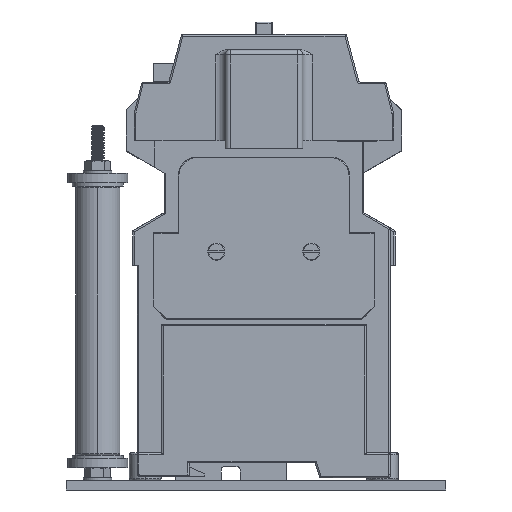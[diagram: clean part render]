
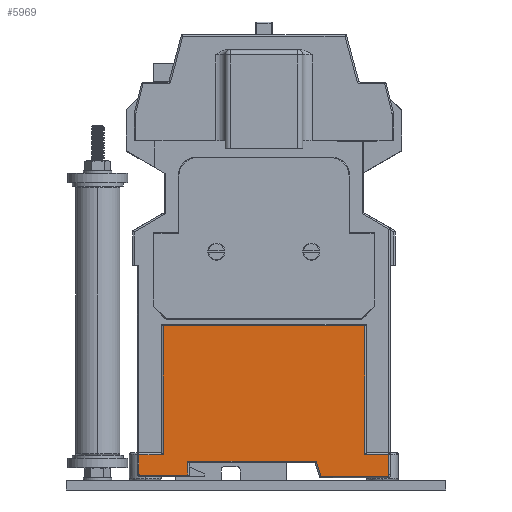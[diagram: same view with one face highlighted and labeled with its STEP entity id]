
A CAD part, left-side view. The second image highlights one B-rep face of the part: STEP entity #5969.
In plain terms, the highlighted planar face has unit normal (-1, 0, 0).
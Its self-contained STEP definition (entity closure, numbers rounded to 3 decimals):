
#5969=ADVANCED_FACE('NONE',(#12380),#12381,.F.);
#12380=FACE_OUTER_BOUND('',#23473,.T.);
#12381=PLANE('',#23474);
#23473=EDGE_LOOP('',(#42803,#42804,#42805,#42806,#42807,#42808,#42809,#42810,#42811,#42812,#42813,#42814,#42815,#42816));
#23474=AXIS2_PLACEMENT_3D('',#42817,#42818,#42819);
#42803=ORIENTED_EDGE('',*,*,#52269,.F.);
#42804=ORIENTED_EDGE('',*,*,#52270,.T.);
#42805=ORIENTED_EDGE('',*,*,#52271,.T.);
#42806=ORIENTED_EDGE('',*,*,#51887,.T.);
#42807=ORIENTED_EDGE('',*,*,#52123,.T.);
#42808=ORIENTED_EDGE('',*,*,#52272,.T.);
#42809=ORIENTED_EDGE('',*,*,#52273,.F.);
#42810=ORIENTED_EDGE('',*,*,#52274,.T.);
#42811=ORIENTED_EDGE('',*,*,#51999,.T.);
#42812=ORIENTED_EDGE('',*,*,#51880,.T.);
#42813=ORIENTED_EDGE('',*,*,#51876,.T.);
#42814=ORIENTED_EDGE('',*,*,#51874,.T.);
#42815=ORIENTED_EDGE('',*,*,#51871,.T.);
#42816=ORIENTED_EDGE('',*,*,#52267,.T.);
#42817=CARTESIAN_POINT('',(1.,81.0,8.6));
#42818=DIRECTION('',(1.0,0.0,0.0));
#42819=DIRECTION('',(0.0,1.0,0.0));
#51871=EDGE_CURVE('NONE',#62450,#62445,#62451,.T.);
#51874=EDGE_CURVE('NONE',#61777,#62450,#62454,.T.);
#51876=EDGE_CURVE('NONE',#62456,#61777,#62457,.T.);
#51880=EDGE_CURVE('NONE',#62462,#62456,#62463,.T.);
#51887=EDGE_CURVE('NONE',#62468,#62473,#62475,.T.);
#51999=EDGE_CURVE('NONE',#62607,#62462,#62627,.T.);
#52123=EDGE_CURVE('NONE',#62473,#62790,#62792,.T.);
#52267=EDGE_CURVE('NONE',#62445,#62979,#62981,.T.);
#52269=EDGE_CURVE('NONE',#62983,#62979,#62984,.T.);
#52270=EDGE_CURVE('NONE',#62983,#62985,#62986,.T.);
#52271=EDGE_CURVE('NONE',#62985,#62468,#62987,.T.);
#52272=EDGE_CURVE('NONE',#62790,#62988,#62989,.T.);
#52273=EDGE_CURVE('NONE',#62990,#62988,#62991,.T.);
#52274=EDGE_CURVE('NONE',#62990,#62607,#62992,.T.);
#61777=VERTEX_POINT('NONE',#84052);
#62445=VERTEX_POINT('NONE',#85082);
#62450=VERTEX_POINT('NONE',#85088);
#62451=LINE('',#85089,#85090);
#62454=LINE('',#85103,#85104);
#62456=VERTEX_POINT('NONE',#85106);
#62457=LINE('',#85107,#85108);
#62462=VERTEX_POINT('NONE',#85124);
#62463=LINE('',#85125,#85126);
#62468=VERTEX_POINT('NONE',#85142);
#62473=VERTEX_POINT('NONE',#85158);
#62475=LINE('',#85170,#85171);
#62607=VERTEX_POINT('NONE',#85442);
#62627=LINE('',#85468,#85469);
#62790=VERTEX_POINT('NONE',#85798);
#62792=LINE('',#85810,#85811);
#62979=VERTEX_POINT('NONE',#86171);
#62981=LINE('',#86173,#86174);
#62983=VERTEX_POINT('NONE',#86176);
#62984=CIRCLE('',#86177,0.5);
#62985=VERTEX_POINT('NONE',#86178);
#62986=LINE('',#86179,#86180);
#62987=LINE('',#86181,#86182);
#62988=VERTEX_POINT('NONE',#86183);
#62989=LINE('',#86184,#86185);
#62990=VERTEX_POINT('NONE',#86186);
#62991=CIRCLE('',#86187,0.5);
#62992=LINE('',#86188,#86189);
#84052=CARTESIAN_POINT('',(1.,89.3,51.9));
#85082=CARTESIAN_POINT('',(1.,97.0,11.2));
#85088=CARTESIAN_POINT('',(1.,89.3,11.2));
#85089=CARTESIAN_POINT('',(1.,97.5,11.2));
#85090=VECTOR('',#95139,1000.0);
#85103=CARTESIAN_POINT('',(1.,89.3,8.6));
#85104=VECTOR('',#95140,1000.0);
#85106=CARTESIAN_POINT('',(1.,25.7,51.9));
#85107=CARTESIAN_POINT('',(1.,89.8,51.9));
#85108=VECTOR('',#95141,1000.0);
#85124=CARTESIAN_POINT('',(1.,25.7,11.2));
#85125=CARTESIAN_POINT('',(1.,25.7,8.6));
#85126=VECTOR('',#95143,1000.0);
#85142=CARTESIAN_POINT('',(1.,81.5,9.1));
#85158=CARTESIAN_POINT('',(1.,41.003,9.1));
#85170=CARTESIAN_POINT('',(1.,81.0,9.1));
#85171=VECTOR('',#95146,1000.0);
#85442=CARTESIAN_POINT('',(1.,18.0,11.2));
#85468=CARTESIAN_POINT('',(1.,25.2,11.2));
#85469=VECTOR('',#95276,1000.0);
#85798=CARTESIAN_POINT('',(1.,39.437,4.3));
#85810=CARTESIAN_POINT('',(1.,44.704,20.442));
#85811=VECTOR('',#95369,1000.0);
#86171=CARTESIAN_POINT('',(1.,97.0,5.2));
#86173=CARTESIAN_POINT('',(1.,97.0,8.6));
#86174=VECTOR('',#95490,1000.0);
#86176=CARTESIAN_POINT('',(1.,96.5,4.7));
#86177=AXIS2_PLACEMENT_3D('',#95491,#95492,#95493);
#86178=CARTESIAN_POINT('',(1.,81.5,4.7));
#86179=CARTESIAN_POINT('',(1.,81.0,4.7));
#86180=VECTOR('',#95494,1000.0);
#86181=CARTESIAN_POINT('',(1.,81.5,8.6));
#86182=VECTOR('',#95495,1000.0);
#86183=CARTESIAN_POINT('',(1.,18.5,4.3));
#86184=CARTESIAN_POINT('',(1.,81.0,4.3));
#86185=VECTOR('',#95496,1000.0);
#86186=CARTESIAN_POINT('',(1.,18.0,4.8));
#86187=AXIS2_PLACEMENT_3D('',#95497,#95498,#95499);
#86188=CARTESIAN_POINT('',(1.,18.0,8.6));
#86189=VECTOR('',#95500,1000.0);
#95139=DIRECTION('',(0.0,1.0,0.0));
#95140=DIRECTION('',(-0.0,-0.0,-1.0));
#95141=DIRECTION('',(0.0,1.0,0.0));
#95143=DIRECTION('',(0.0,0.0,1.0));
#95146=DIRECTION('',(-0.0,-1.0,-0.0));
#95276=DIRECTION('',(0.0,1.0,0.0));
#95369=DIRECTION('',(-0.0,-0.31,-0.951));
#95490=DIRECTION('',(0.0,0.,-1.0));
#95491=CARTESIAN_POINT('',(1.,96.5,5.2));
#95492=DIRECTION('',(1.0,0.0,0.0));
#95493=DIRECTION('',(0.0,0.0,-1.0));
#95494=DIRECTION('',(-0.0,-1.0,-0.0));
#95495=DIRECTION('',(0.0,0.0,1.0));
#95496=DIRECTION('',(-0.0,-1.0,-0.0));
#95497=CARTESIAN_POINT('',(1.,18.5,4.8));
#95498=DIRECTION('',(1.0,0.0,0.0));
#95499=DIRECTION('',(0.0,0.0,-1.0));
#95500=DIRECTION('',(0.0,0.,1.0));
